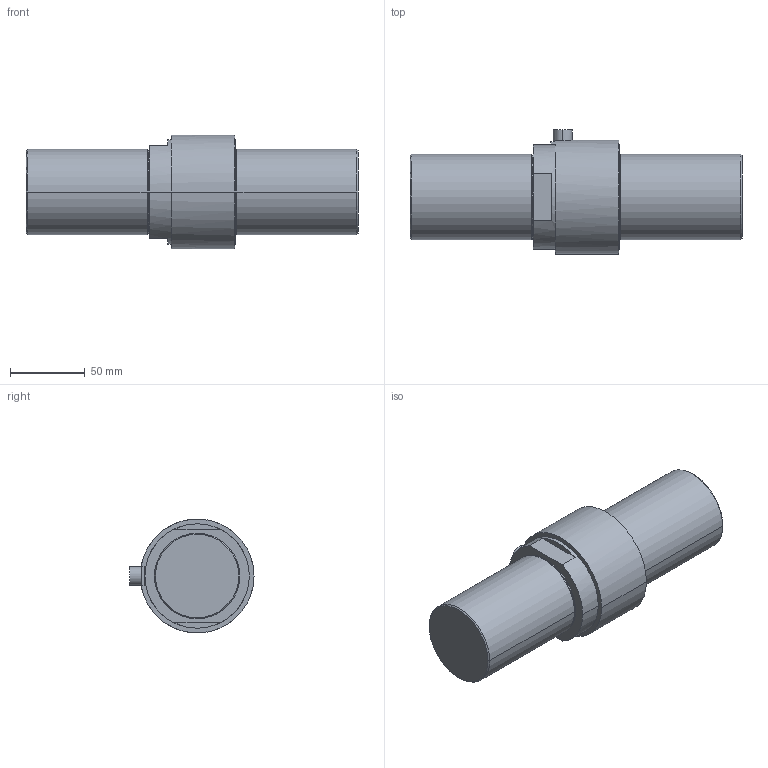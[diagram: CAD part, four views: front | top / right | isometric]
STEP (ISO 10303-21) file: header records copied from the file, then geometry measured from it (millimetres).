
FILE_DESCRIPTION (( 'STEP AP214' ), '1' );
FILE_NAME ('LC-120.STEP', '2008-03-20T15:55:16', ( 'Hypercyl' ), ( 'Hypercyl' ), 'SwSTEP 2.0', 'SolidWorks 2004231', '' );
FILE_SCHEMA (( 'AUTOMOTIVE_DESIGN' ));
Length unit declared in the file: inch
Products named in the file (1): LC-120
Bounding box: 222.25 x 83.06 x 76.2 mm (x, y, z)
Volume: 672342.7 mm3; surface area: 52957.9 mm2
Topology: 1 solids, 1 shells, 48 faces, 107 edges, 66 vertices
Faces by surface type: plane 23, cylinder 17, torus 4, cone 4
Entity records: 1735 total; most frequent: CARTESIAN_POINT 264, DIRECTION 252, ORIENTED_EDGE 214, EDGE_CURVE 107, AXIS2_PLACEMENT_3D 98, VERTEX_POINT 66, VECTOR 56, LINE 56
